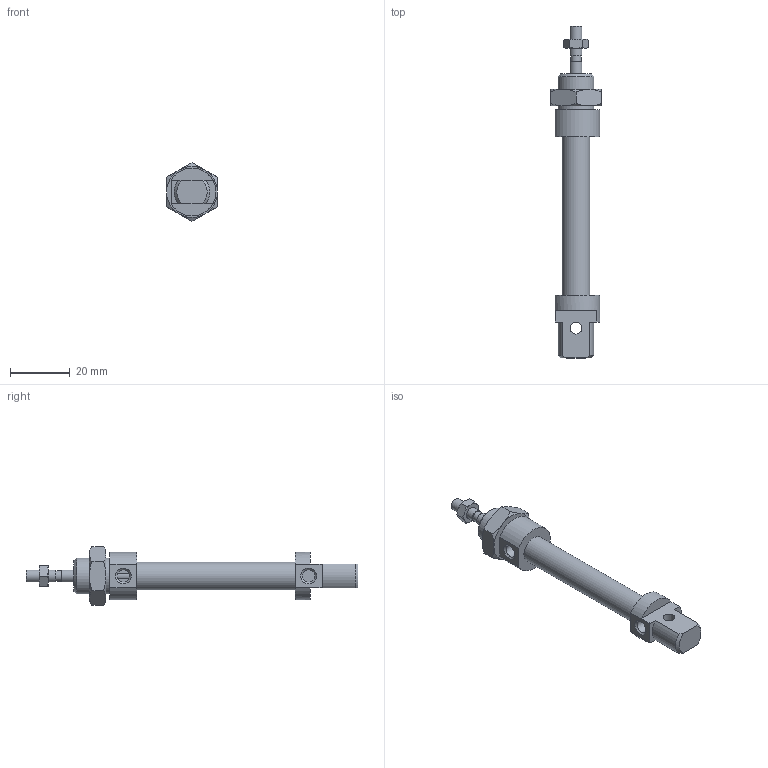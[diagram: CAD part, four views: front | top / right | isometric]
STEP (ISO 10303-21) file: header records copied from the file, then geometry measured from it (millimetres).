
FILE_DESCRIPTION((''),'2;1');
FILE_NAME('1280_08_0025.iam.stp','2009-06-04T09:41:47',(''),(''),'Autodesk Inventor 2010','Autodesk Inventor 2010','');
FILE_SCHEMA(('AUTOMOTIVE_DESIGN { 1 0 10303 214 1 1 1 1 }'));
Length unit declared in the file: millimetre
Products named in the file (5): 1280_08_0025; C1280_08_25; S1280_08_25; 1200_08_05; 1200_08_06
Assembly tree (4 placements, depth 2):
  1280_08_0025
    C1280_08_25
    S1280_08_25
    1200_08_05
    1200_08_06
Bounding box: 17 x 111 x 19.63 mm (x, y, z)
Volume: 10022.2 mm3; surface area: 6417.5 mm2
Topology: 4 solids, 4 shells, 85 faces, 184 edges, 113 vertices
Faces by surface type: plane 34, cone 28, bspline 12, cylinder 11
Full cylindrical faces by diameter (mm): 3.5 x1, 4 x4, 9.2 x1, 12 x1
Entity records: 2521 total; most frequent: CARTESIAN_POINT 654, DIRECTION 338, ORIENTED_EDGE 320, EDGE_CURVE 160, AXIS2_PLACEMENT_3D 150, EDGE_LOOP 118, VERTEX_POINT 108, STYLED_ITEM 89
